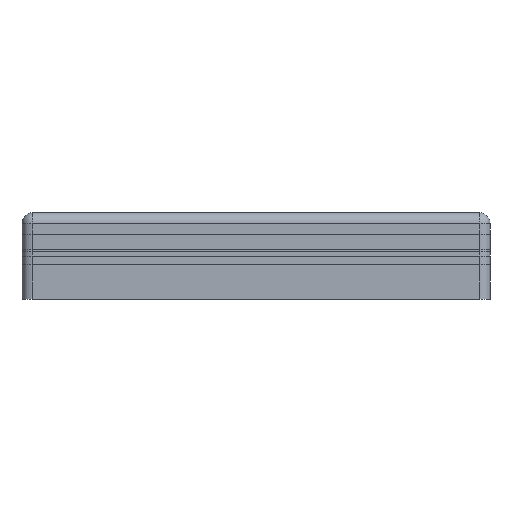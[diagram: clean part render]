
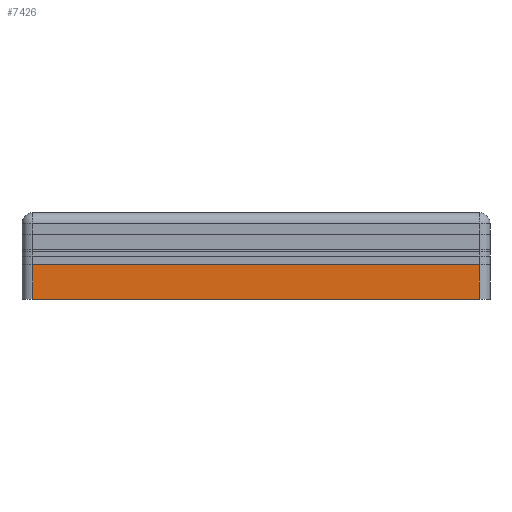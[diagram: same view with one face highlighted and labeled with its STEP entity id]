
A CAD part, front view. The second image highlights one B-rep face of the part: STEP entity #7426.
In plain terms, the highlighted planar face has unit normal (0, -1, 0).
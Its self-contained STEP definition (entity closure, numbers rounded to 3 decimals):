
#4100 = PLANE('',#4101);
#4101 = AXIS2_PLACEMENT_3D('',#4102,#4103,#4104);
#4102 = CARTESIAN_POINT('',(-51.5,-55.,-10.));
#4103 = DIRECTION('',(0.,0.,1.));
#4104 = DIRECTION('',(1.,0.,0.));
#5713 = VERTEX_POINT('',#5714);
#5714 = CARTESIAN_POINT('',(0.,-112.5,-10.));
#5733 = CYLINDRICAL_SURFACE('',#5734,2.5);
#5734 = AXIS2_PLACEMENT_3D('',#5735,#5736,#5737);
#5735 = CARTESIAN_POINT('',(0.,-110.,-2.));
#5736 = DIRECTION('',(0.,0.,1.));
#5737 = DIRECTION('',(1.,0.,0.));
#5745 = EDGE_CURVE('',#5746,#5713,#5748,.T.);
#5746 = VERTEX_POINT('',#5747);
#5747 = CARTESIAN_POINT('',(-103.,-112.5,-10.));
#5748 = SURFACE_CURVE('',#5749,(#5753,#5760),.PCURVE_S1.);
#5749 = LINE('',#5750,#5751);
#5750 = CARTESIAN_POINT('',(-103.,-112.5,-10.));
#5751 = VECTOR('',#5752,1.);
#5752 = DIRECTION('',(1.,0.,0.));
#5753 = PCURVE('',#4100,#5754);
#5754 = DEFINITIONAL_REPRESENTATION('',(#5755),#5759);
#5755 = LINE('',#5756,#5757);
#5756 = CARTESIAN_POINT('',(-51.5,-57.5));
#5757 = VECTOR('',#5758,1.);
#5758 = DIRECTION('',(1.,0.));
#5759 = ( GEOMETRIC_REPRESENTATION_CONTEXT(2) 
PARAMETRIC_REPRESENTATION_CONTEXT() REPRESENTATION_CONTEXT('2D SPACE',''
  ) );
#5760 = PCURVE('',#5761,#5766);
#5761 = PLANE('',#5762);
#5762 = AXIS2_PLACEMENT_3D('',#5763,#5764,#5765);
#5763 = CARTESIAN_POINT('',(-103.,-112.5,-2.));
#5764 = DIRECTION('',(0.,-1.,0.));
#5765 = DIRECTION('',(1.,0.,0.));
#5766 = DEFINITIONAL_REPRESENTATION('',(#5767),#5771);
#5767 = LINE('',#5768,#5769);
#5768 = CARTESIAN_POINT('',(0.,-8.));
#5769 = VECTOR('',#5770,1.);
#5770 = DIRECTION('',(1.,0.));
#5771 = ( GEOMETRIC_REPRESENTATION_CONTEXT(2) 
PARAMETRIC_REPRESENTATION_CONTEXT() REPRESENTATION_CONTEXT('2D SPACE',''
  ) );
#5794 = CYLINDRICAL_SURFACE('',#5795,2.5);
#5795 = AXIS2_PLACEMENT_3D('',#5796,#5797,#5798);
#5796 = CARTESIAN_POINT('',(-103.,-110.,-2.));
#5797 = DIRECTION('',(0.,0.,1.));
#5798 = DIRECTION('',(1.,0.,0.));
#7382 = EDGE_CURVE('',#7383,#5713,#7385,.T.);
#7383 = VERTEX_POINT('',#7384);
#7384 = CARTESIAN_POINT('',(0.,-112.5,-2.));
#7385 = SURFACE_CURVE('',#7386,(#7390,#7397),.PCURVE_S1.);
#7386 = LINE('',#7387,#7388);
#7387 = CARTESIAN_POINT('',(0.,-112.5,-2.));
#7388 = VECTOR('',#7389,1.);
#7389 = DIRECTION('',(0.,0.,-1.));
#7390 = PCURVE('',#5733,#7391);
#7391 = DEFINITIONAL_REPRESENTATION('',(#7392),#7396);
#7392 = LINE('',#7393,#7394);
#7393 = CARTESIAN_POINT('',(-1.571,0.));
#7394 = VECTOR('',#7395,1.);
#7395 = DIRECTION('',(-0.,-1.));
#7396 = ( GEOMETRIC_REPRESENTATION_CONTEXT(2) 
PARAMETRIC_REPRESENTATION_CONTEXT() REPRESENTATION_CONTEXT('2D SPACE',''
  ) );
#7397 = PCURVE('',#5761,#7398);
#7398 = DEFINITIONAL_REPRESENTATION('',(#7399),#7403);
#7399 = LINE('',#7400,#7401);
#7400 = CARTESIAN_POINT('',(103.,0.));
#7401 = VECTOR('',#7402,1.);
#7402 = DIRECTION('',(0.,-1.));
#7403 = ( GEOMETRIC_REPRESENTATION_CONTEXT(2) 
PARAMETRIC_REPRESENTATION_CONTEXT() REPRESENTATION_CONTEXT('2D SPACE',''
  ) );
#7426 = ADVANCED_FACE('',(#7427),#5761,.T.);
#7427 = FACE_BOUND('',#7428,.T.);
#7428 = EDGE_LOOP('',(#7429,#7452,#7453,#7454));
#7429 = ORIENTED_EDGE('',*,*,#7430,.T.);
#7430 = EDGE_CURVE('',#7431,#5746,#7433,.T.);
#7431 = VERTEX_POINT('',#7432);
#7432 = CARTESIAN_POINT('',(-103.,-112.5,-2.));
#7433 = SURFACE_CURVE('',#7434,(#7438,#7445),.PCURVE_S1.);
#7434 = LINE('',#7435,#7436);
#7435 = CARTESIAN_POINT('',(-103.,-112.5,-2.));
#7436 = VECTOR('',#7437,1.);
#7437 = DIRECTION('',(0.,0.,-1.));
#7438 = PCURVE('',#5761,#7439);
#7439 = DEFINITIONAL_REPRESENTATION('',(#7440),#7444);
#7440 = LINE('',#7441,#7442);
#7441 = CARTESIAN_POINT('',(0.,0.));
#7442 = VECTOR('',#7443,1.);
#7443 = DIRECTION('',(0.,-1.));
#7444 = ( GEOMETRIC_REPRESENTATION_CONTEXT(2) 
PARAMETRIC_REPRESENTATION_CONTEXT() REPRESENTATION_CONTEXT('2D SPACE',''
  ) );
#7445 = PCURVE('',#5794,#7446);
#7446 = DEFINITIONAL_REPRESENTATION('',(#7447),#7451);
#7447 = LINE('',#7448,#7449);
#7448 = CARTESIAN_POINT('',(-1.571,0.));
#7449 = VECTOR('',#7450,1.);
#7450 = DIRECTION('',(-0.,-1.));
#7451 = ( GEOMETRIC_REPRESENTATION_CONTEXT(2) 
PARAMETRIC_REPRESENTATION_CONTEXT() REPRESENTATION_CONTEXT('2D SPACE',''
  ) );
#7452 = ORIENTED_EDGE('',*,*,#5745,.T.);
#7453 = ORIENTED_EDGE('',*,*,#7382,.F.);
#7454 = ORIENTED_EDGE('',*,*,#7455,.F.);
#7455 = EDGE_CURVE('',#7431,#7383,#7456,.T.);
#7456 = SURFACE_CURVE('',#7457,(#7461,#7468),.PCURVE_S1.);
#7457 = LINE('',#7458,#7459);
#7458 = CARTESIAN_POINT('',(-103.,-112.5,-2.));
#7459 = VECTOR('',#7460,1.);
#7460 = DIRECTION('',(1.,0.,0.));
#7461 = PCURVE('',#5761,#7462);
#7462 = DEFINITIONAL_REPRESENTATION('',(#7463),#7467);
#7463 = LINE('',#7464,#7465);
#7464 = CARTESIAN_POINT('',(0.,0.));
#7465 = VECTOR('',#7466,1.);
#7466 = DIRECTION('',(1.,0.));
#7467 = ( GEOMETRIC_REPRESENTATION_CONTEXT(2) 
PARAMETRIC_REPRESENTATION_CONTEXT() REPRESENTATION_CONTEXT('2D SPACE',''
  ) );
#7468 = PCURVE('',#7469,#7474);
#7469 = PLANE('',#7470);
#7470 = AXIS2_PLACEMENT_3D('',#7471,#7472,#7473);
#7471 = CARTESIAN_POINT('',(-103.,-112.5,0.));
#7472 = DIRECTION('',(0.,-1.,0.));
#7473 = DIRECTION('',(1.,0.,0.));
#7474 = DEFINITIONAL_REPRESENTATION('',(#7475),#7479);
#7475 = LINE('',#7476,#7477);
#7476 = CARTESIAN_POINT('',(0.,-2.));
#7477 = VECTOR('',#7478,1.);
#7478 = DIRECTION('',(1.,0.));
#7479 = ( GEOMETRIC_REPRESENTATION_CONTEXT(2) 
PARAMETRIC_REPRESENTATION_CONTEXT() REPRESENTATION_CONTEXT('2D SPACE',''
  ) );
